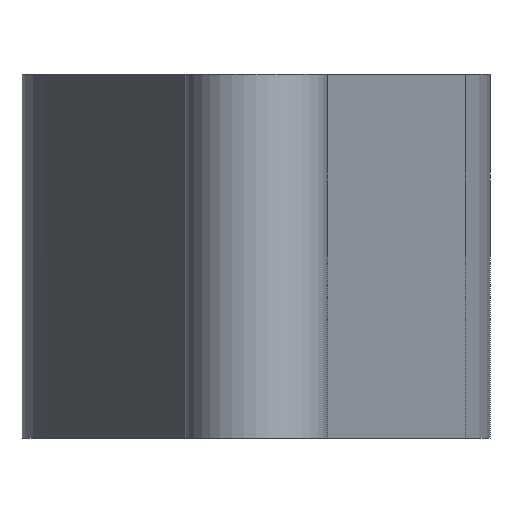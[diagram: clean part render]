
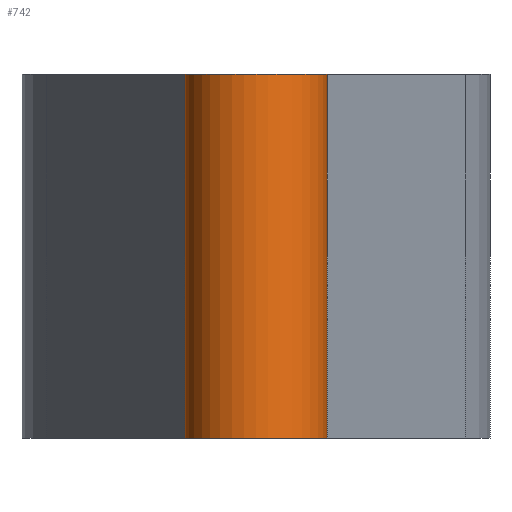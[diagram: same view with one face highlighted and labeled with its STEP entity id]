
A CAD part, left-side view. The second image highlights one B-rep face of the part: STEP entity #742.
In plain terms, the highlighted cylindrical face has radius 4.1 mm (diameter 8.2 mm), a partial arc.
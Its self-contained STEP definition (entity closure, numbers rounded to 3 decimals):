
#40=CARTESIAN_POINT('',(-22.,0.,8.5));
#41=DIRECTION('',(0.,0.,-1.));
#42=DIRECTION('',(0.,-1.,0.));
#43=AXIS2_PLACEMENT_3D('',#40,#41,#42);
#119=CARTESIAN_POINT('',(-22.,0.,-12.5));
#120=DIRECTION('',(0.,0.,-1.));
#121=DIRECTION('',(0.,-1.,0.));
#122=AXIS2_PLACEMENT_3D('',#119,#120,#121);
#254=DIRECTION('',(0.,0.,1.));
#255=VECTOR('',#254,21.);
#256=CARTESIAN_POINT('',(-22.,-4.1,-12.5));
#257=LINE('',#256,#255);
#258=DIRECTION('',(0.,0.,1.));
#259=VECTOR('',#258,21.);
#260=CARTESIAN_POINT('',(-22.,4.1,-12.5));
#261=LINE('',#260,#259);
#329=CARTESIAN_POINT('',(-22.,-4.1,-12.5));
#330=CARTESIAN_POINT('',(-22.,4.1,-12.5));
#331=VERTEX_POINT('',#329);
#332=VERTEX_POINT('',#330);
#345=CARTESIAN_POINT('',(-22.,-4.1,8.5));
#346=CARTESIAN_POINT('',(-22.,4.1,8.5));
#347=VERTEX_POINT('',#345);
#348=VERTEX_POINT('',#346);
#730=CARTESIAN_POINT('',(-22.,0.,-12.5));
#731=DIRECTION('',(0.,0.,-1.));
#732=DIRECTION('',(-1.,0.,0.));
#733=AXIS2_PLACEMENT_3D('',#730,#731,#732);
#734=CYLINDRICAL_SURFACE('',#733,4.1);
#735=ORIENTED_EDGE('',*,*,#505,.T.);
#737=ORIENTED_EDGE('',*,*,#736,.T.);
#738=ORIENTED_EDGE('',*,*,#398,.F.);
#739=ORIENTED_EDGE('',*,*,#724,.F.);
#740=EDGE_LOOP('',(#735,#737,#738,#739));
#741=FACE_OUTER_BOUND('',#740,.F.);
#742=ADVANCED_FACE('',(#741),#734,.T.);
#44=CIRCLE('',#43,4.1);
#123=CIRCLE('',#122,4.1);
#398=EDGE_CURVE('',#347,#348,#44,.T.);
#505=EDGE_CURVE('',#331,#332,#123,.T.);
#724=EDGE_CURVE('',#331,#347,#257,.T.);
#736=EDGE_CURVE('',#332,#348,#261,.T.);
